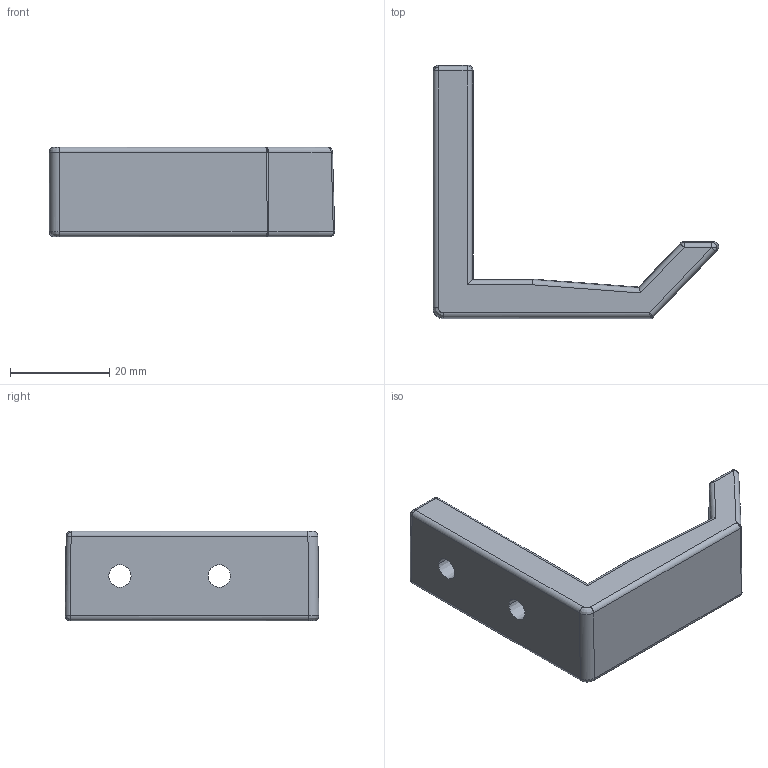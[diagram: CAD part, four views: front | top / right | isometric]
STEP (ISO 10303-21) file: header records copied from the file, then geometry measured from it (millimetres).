
FILE_DESCRIPTION(('Creo Elements/Direct Modeling STEP Export'),'2;1');
FILE_NAME('H007.stp','2018-12-20T14:54:58',(''),(''),'Creo Elements/Direct Modeling STEP processor for AP214 (Solid Model)','Creo Elements/Direct Modeling 20.0 12-Nov-2016 (C) Parametric Technology GmbH','');
FILE_SCHEMA(('AUTOMOTIVE_DESIGN { 1 0 10303 214 1 1 1 1 }'));
Length unit declared in the file: millimetre
Products named in the file (1): H007
Bounding box: 57.36 x 50.98 x 18 mm (x, y, z)
Volume: 13137.6 mm3; surface area: 5379.7 mm2
Topology: 1 solids, 1 shells, 69 faces, 161 edges, 86 vertices
Faces by surface type: cylinder 28, bspline 14, plane 11, cone 8, sphere 8
Entity records: 2575 total; most frequent: CARTESIAN_POINT 1201, ORIENTED_EDGE 306, DIRECTION 243, EDGE_CURVE 153, AXIS2_PLACEMENT_3D 90, VERTEX_POINT 86, EDGE_LOOP 73, FACE_OUTER_BOUND 69
